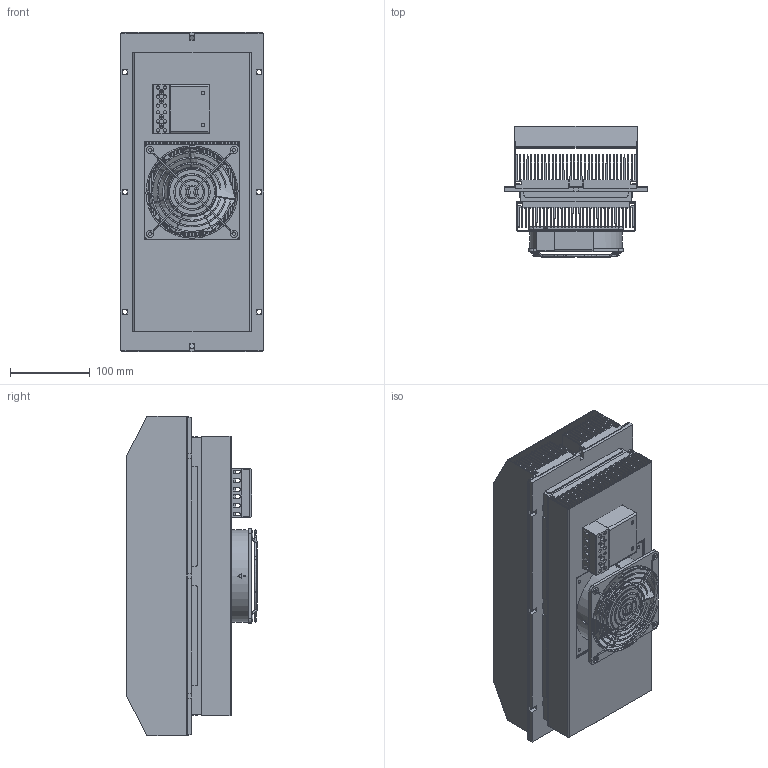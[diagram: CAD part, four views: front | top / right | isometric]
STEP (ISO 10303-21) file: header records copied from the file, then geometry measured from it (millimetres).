
FILE_DESCRIPTION (( 'STEP AP214' ), '1' );
FILE_NAME ('3152303_UNI.STEP', '2020-02-26T22:24:18', ( '' ), ( '' ), 'SwSTEP 2.0', 'SolidWorks 2019', '' );
FILE_SCHEMA (( 'AUTOMOTIVE_DESIGN' ));
Length unit declared in the file: inch
Products named in the file (1): 3152303_UNI
Bounding box: 180 x 164.03 x 400 mm (x, y, z)
Volume: 3085866.6 mm3; surface area: 2035295.9 mm2
Topology: 5 solids, 10 shells, 1828 faces, 5308 edges, 3531 vertices
Faces by surface type: plane 1207, cylinder 523, bspline 86, cone 12
Full cylindrical faces by diameter (mm): 1.8 x8, 2.5 x4, 3 x8, 3.2 x8, 4.2 x12, 4.3 x8, 4.5 x8, 6 x18, 6.2 x4, 6.5 x8, 10 x8, 62 x1, 111.5 x1, 115.5 x1
Entity records: 64524 total; most frequent: CARTESIAN_POINT 17932, ORIENTED_EDGE 10030, DIRECTION 8942, EDGE_CURVE 5015, VERTEX_POINT 3405, VECTOR 3380, LINE 3380, AXIS2_PLACEMENT_3D 2781
